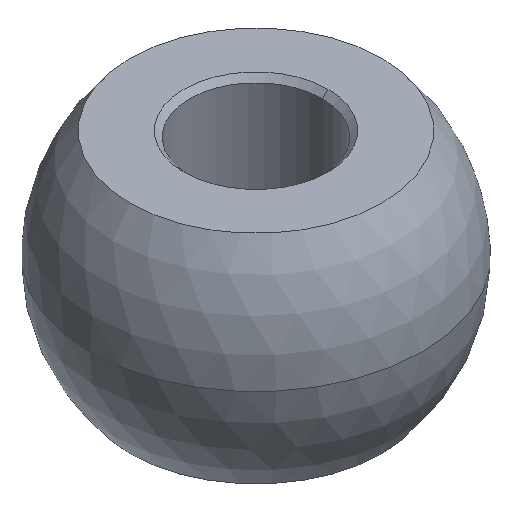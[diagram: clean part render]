
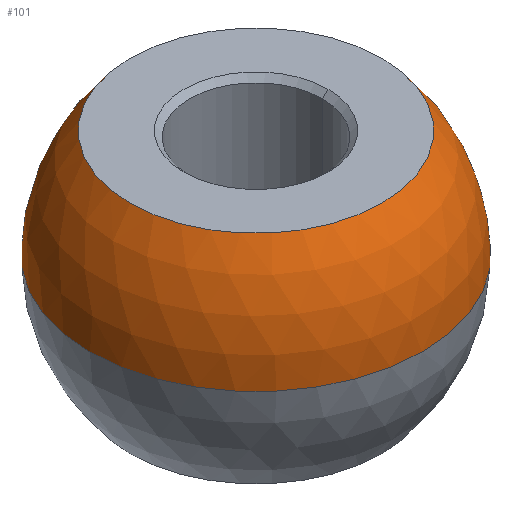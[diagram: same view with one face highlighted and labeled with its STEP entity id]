
A CAD part, isometric view. The second image highlights one B-rep face of the part: STEP entity #101.
In plain terms, the highlighted spherical face has radius 3.75 mm.
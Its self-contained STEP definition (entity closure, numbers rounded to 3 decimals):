
#4 = CARTESIAN_POINT ( 'NONE',  ( 0., 0., 0. ) ) ;
#14 = VERTEX_POINT ( 'NONE', #359 ) ;
#22 = CIRCLE ( 'NONE', #293, 2.839 ) ;
#23 = VERTEX_POINT ( 'NONE', #281 ) ;
#46 = CIRCLE ( 'NONE', #82, 2.839 ) ;
#48 = EDGE_CURVE ( 'NONE', #23, #241, #46, .T. ) ;
#51 = CARTESIAN_POINT ( 'NONE',  ( 0., 0., 0. ) ) ;
#82 = AXIS2_PLACEMENT_3D ( 'NONE', #190, #333, #329 ) ;
#88 = DIRECTION ( 'NONE',  ( 0., 0., -1. ) ) ;
#93 = CARTESIAN_POINT ( 'NONE',  ( 0., 0., 2.45 ) ) ;
#99 = DIRECTION ( 'NONE',  ( 0., 0., 1. ) ) ;
#101 = ADVANCED_FACE ( 'NONE', ( #228, #337 ), #141, .T. ) ;
#104 = DIRECTION ( 'NONE',  ( 1., 0., 0. ) ) ;
#126 = AXIS2_PLACEMENT_3D ( 'NONE', #243, #99, #213 ) ;
#128 = ORIENTED_EDGE ( 'NONE', *, *, #350, .T. ) ;
#129 = AXIS2_PLACEMENT_3D ( 'NONE', #4, #88, #291 ) ;
#141 = SPHERICAL_SURFACE ( 'NONE', #255, 3.75 ) ;
#166 = ORIENTED_EDGE ( 'NONE', *, *, #245, .F. ) ;
#190 = CARTESIAN_POINT ( 'NONE',  ( 0., 0., 2.45 ) ) ;
#196 = CIRCLE ( 'NONE', #126, 3.75 ) ;
#205 = DIRECTION ( 'NONE',  ( -1., 0., 0. ) ) ;
#209 = CIRCLE ( 'NONE', #129, 3.75 ) ;
#213 = DIRECTION ( 'NONE',  ( 1., 0., 0. ) ) ;
#228 = FACE_OUTER_BOUND ( 'NONE', #324, .T. ) ;
#229 = DIRECTION ( 'NONE',  ( 0., 0., -1. ) ) ;
#241 = VERTEX_POINT ( 'NONE', #311 ) ;
#243 = CARTESIAN_POINT ( 'NONE',  ( 0., 0., 0. ) ) ;
#245 = EDGE_CURVE ( 'NONE', #268, #14, #209, .T. ) ;
#255 = AXIS2_PLACEMENT_3D ( 'NONE', #51, #355, #104 ) ;
#268 = VERTEX_POINT ( 'NONE', #313 ) ;
#275 = EDGE_CURVE ( 'NONE', #241, #23, #22, .T. ) ;
#281 = CARTESIAN_POINT ( 'NONE',  ( -2.839, 0., 2.45 ) ) ;
#291 = DIRECTION ( 'NONE',  ( -1., 0., 0. ) ) ;
#293 = AXIS2_PLACEMENT_3D ( 'NONE', #93, #229, #205 ) ;
#295 = ORIENTED_EDGE ( 'NONE', *, *, #48, .T. ) ;
#307 = ORIENTED_EDGE ( 'NONE', *, *, #275, .T. ) ;
#311 = CARTESIAN_POINT ( 'NONE',  ( 2.839, 0., 2.45 ) ) ;
#313 = CARTESIAN_POINT ( 'NONE',  ( 0., -3.75, 0. ) ) ;
#324 = EDGE_LOOP ( 'NONE', ( #166, #128 ) ) ;
#329 = DIRECTION ( 'NONE',  ( -1., 0., 0. ) ) ;
#333 = DIRECTION ( 'NONE',  ( 0., 0., -1. ) ) ;
#337 = FACE_BOUND ( 'NONE', #358, .T. ) ;
#350 = EDGE_CURVE ( 'NONE', #268, #14, #196, .T. ) ;
#355 = DIRECTION ( 'NONE',  ( 0., 0., -1. ) ) ;
#358 = EDGE_LOOP ( 'NONE', ( #295, #307 ) ) ;
#359 = CARTESIAN_POINT ( 'NONE',  ( 0., 3.75, 0. ) ) ;
